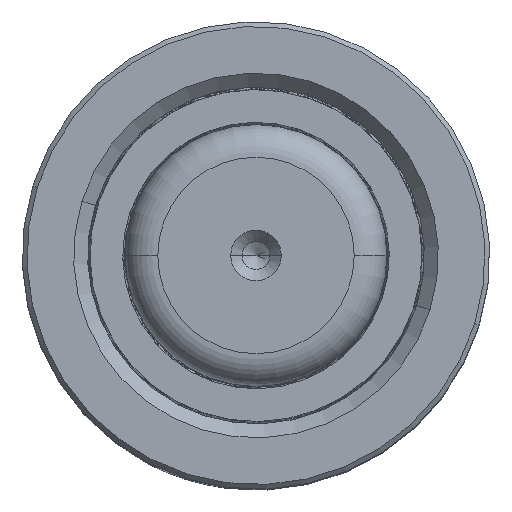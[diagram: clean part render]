
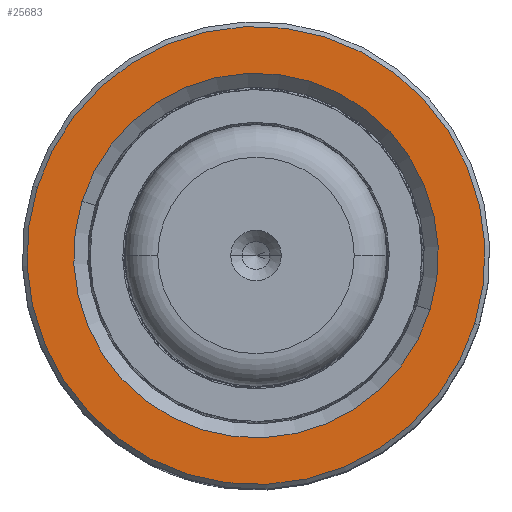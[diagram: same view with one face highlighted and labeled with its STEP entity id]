
A CAD part, top view. The second image highlights one B-rep face of the part: STEP entity #25683.
In plain terms, the highlighted planar face has unit normal (0, 0, 1).
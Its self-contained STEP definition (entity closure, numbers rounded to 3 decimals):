
#2044 = DIRECTION ( 'NONE',  ( 1., 0., 0. ) ) ;
#3412 = FACE_OUTER_BOUND ( 'NONE', #46705, .T. ) ;
#7679 = EDGE_CURVE ( 'NONE', #24872, #42077, #47550, .T. ) ;
#8759 = DIRECTION ( 'NONE',  ( 1., 0., 0. ) ) ;
#8846 = VERTEX_POINT ( 'NONE', #44484 ) ;
#9288 = DIRECTION ( 'NONE',  ( 0., 0., -1. ) ) ;
#9380 = DIRECTION ( 'NONE',  ( 0., 0., 1. ) ) ;
#10134 = ORIENTED_EDGE ( 'NONE', *, *, #42666, .T. ) ;
#12724 = CARTESIAN_POINT ( 'NONE',  ( 0., 0., 60. ) ) ;
#14839 = AXIS2_PLACEMENT_3D ( 'NONE', #24224, #28308, #8759 ) ;
#15564 = DIRECTION ( 'NONE',  ( 1., 0., 0. ) ) ;
#15736 = CARTESIAN_POINT ( 'NONE',  ( 0., 0., 60. ) ) ;
#17268 = DIRECTION ( 'NONE',  ( 1., 0., 0. ) ) ;
#19923 = AXIS2_PLACEMENT_3D ( 'NONE', #15736, #38837, #15564 ) ;
#20474 = ORIENTED_EDGE ( 'NONE', *, *, #44224, .T. ) ;
#20480 = CARTESIAN_POINT ( 'NONE',  ( -19.5, 0., 60. ) ) ;
#24224 = CARTESIAN_POINT ( 'NONE',  ( 0., 0., 60. ) ) ;
#24872 = VERTEX_POINT ( 'NONE', #20480 ) ;
#25683 = ADVANCED_FACE ( 'NONE', ( #3412, #29591 ), #27523, .T. ) ;
#26458 = CIRCLE ( 'NONE', #50110, 19.5 ) ;
#27523 = PLANE ( 'NONE',  #37747 ) ;
#28276 = AXIS2_PLACEMENT_3D ( 'NONE', #39616, #9380, #2044 ) ;
#28308 = DIRECTION ( 'NONE',  ( 0., 0., 1. ) ) ;
#29591 = FACE_BOUND ( 'NONE', #46304, .T. ) ;
#32137 = CIRCLE ( 'NONE', #14839, 24.5 ) ;
#32280 = DIRECTION ( 'NONE',  ( 0., 0., 1. ) ) ;
#34518 = CIRCLE ( 'NONE', #28276, 24.5 ) ;
#36179 = DIRECTION ( 'NONE',  ( 1., 0., 0. ) ) ;
#37747 = AXIS2_PLACEMENT_3D ( 'NONE', #12724, #32280, #36179 ) ;
#38837 = DIRECTION ( 'NONE',  ( 0., 0., -1. ) ) ;
#39616 = CARTESIAN_POINT ( 'NONE',  ( 0., 0., 60. ) ) ;
#42077 = VERTEX_POINT ( 'NONE', #43610 ) ;
#42646 = ORIENTED_EDGE ( 'NONE', *, *, #7679, .T. ) ;
#42666 = EDGE_CURVE ( 'NONE', #8846, #47039, #32137, .T. ) ;
#43610 = CARTESIAN_POINT ( 'NONE',  ( 19.5, 0., 60. ) ) ;
#43935 = CARTESIAN_POINT ( 'NONE',  ( 0., 0., 60. ) ) ;
#44224 = EDGE_CURVE ( 'NONE', #47039, #8846, #34518, .T. ) ;
#44345 = CARTESIAN_POINT ( 'NONE',  ( 24.5, 0., 60. ) ) ;
#44484 = CARTESIAN_POINT ( 'NONE',  ( -24.5, 0., 60. ) ) ;
#45166 = ORIENTED_EDGE ( 'NONE', *, *, #50175, .T. ) ;
#46304 = EDGE_LOOP ( 'NONE', ( #45166, #42646 ) ) ;
#46705 = EDGE_LOOP ( 'NONE', ( #10134, #20474 ) ) ;
#47039 = VERTEX_POINT ( 'NONE', #44345 ) ;
#47550 = CIRCLE ( 'NONE', #19923, 19.5 ) ;
#50110 = AXIS2_PLACEMENT_3D ( 'NONE', #43935, #9288, #17268 ) ;
#50175 = EDGE_CURVE ( 'NONE', #42077, #24872, #26458, .T. ) ;
